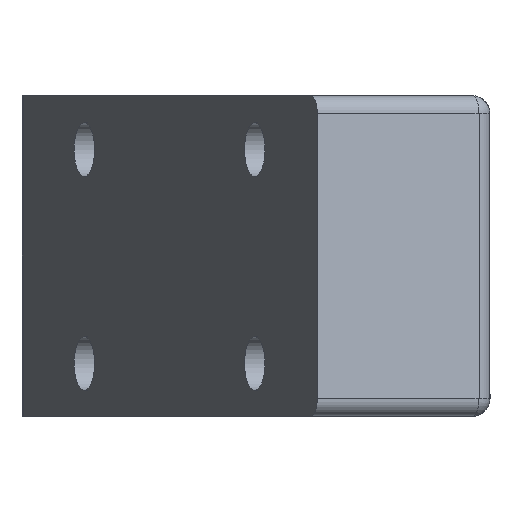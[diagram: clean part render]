
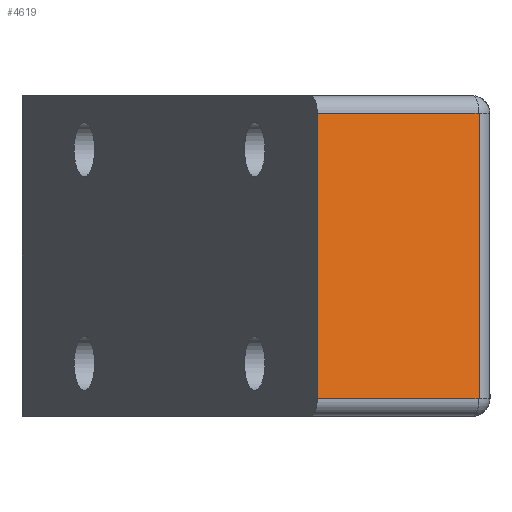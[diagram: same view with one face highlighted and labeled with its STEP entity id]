
A CAD part, left-side view. The second image highlights one B-rep face of the part: STEP entity #4619.
In plain terms, the highlighted planar face has unit normal (-0.924, -0.383, 0).
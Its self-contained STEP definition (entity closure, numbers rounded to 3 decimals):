
#945 = CYLINDRICAL_SURFACE('',#946,1.);
#946 = AXIS2_PLACEMENT_3D('',#947,#948,#949);
#947 = CARTESIAN_POINT('',(70.273,-86.744,17.));
#948 = DIRECTION('',(-0.383,0.924,0.));
#949 = DIRECTION('',(0.,0.,1.));
#973 = PLANE('',#974);
#974 = AXIS2_PLACEMENT_3D('',#975,#976,#977);
#975 = CARTESIAN_POINT('',(65.589,-78.051,0.));
#976 = DIRECTION('',(-0.383,0.924,0.));
#977 = DIRECTION('',(0.924,0.383,0.));
#1610 = CYLINDRICAL_SURFACE('',#1611,1.);
#1611 = AXIS2_PLACEMENT_3D('',#1612,#1613,#1614);
#1612 = CARTESIAN_POINT('',(70.273,-86.744,1.));
#1613 = DIRECTION('',(-0.383,0.924,0.));
#1614 = DIRECTION('',(0.,0.,-1.));
#2219 = VERTEX_POINT('',#2220);
#2220 = CARTESIAN_POINT('',(65.589,-78.051,1.));
#2242 = EDGE_CURVE('',#2219,#2243,#2245,.T.);
#2243 = VERTEX_POINT('',#2244);
#2244 = CARTESIAN_POINT('',(65.589,-78.051,17.));
#2245 = SURFACE_CURVE('',#2246,(#2250,#2257),.PCURVE_S1.);
#2246 = LINE('',#2247,#2248);
#2247 = CARTESIAN_POINT('',(65.589,-78.051,0.));
#2248 = VECTOR('',#2249,1.);
#2249 = DIRECTION('',(0.,0.,1.));
#2250 = PCURVE('',#973,#2251);
#2251 = DEFINITIONAL_REPRESENTATION('',(#2252),#2256);
#2252 = LINE('',#2253,#2254);
#2253 = CARTESIAN_POINT('',(0.,0.));
#2254 = VECTOR('',#2255,1.);
#2255 = DIRECTION('',(0.,-1.));
#2256 = ( GEOMETRIC_REPRESENTATION_CONTEXT(2) 
PARAMETRIC_REPRESENTATION_CONTEXT() REPRESENTATION_CONTEXT('2D SPACE',''
  ) );
#2257 = PCURVE('',#2258,#2263);
#2258 = PLANE('',#2259);
#2259 = AXIS2_PLACEMENT_3D('',#2260,#2261,#2262);
#2260 = CARTESIAN_POINT('',(69.731,-88.051,0.));
#2261 = DIRECTION('',(-0.924,-0.383,0.));
#2262 = DIRECTION('',(-0.383,0.924,0.));
#2263 = DEFINITIONAL_REPRESENTATION('',(#2264),#2268);
#2264 = LINE('',#2265,#2266);
#2265 = CARTESIAN_POINT('',(10.824,0.));
#2266 = VECTOR('',#2267,1.);
#2267 = DIRECTION('',(0.,-1.));
#2268 = ( GEOMETRIC_REPRESENTATION_CONTEXT(2) 
PARAMETRIC_REPRESENTATION_CONTEXT() REPRESENTATION_CONTEXT('2D SPACE',''
  ) );
#2426 = VERTEX_POINT('',#2427);
#2427 = CARTESIAN_POINT('',(69.349,-87.127,17.));
#2454 = EDGE_CURVE('',#2426,#2243,#2455,.T.);
#2455 = SURFACE_CURVE('',#2456,(#2460,#2467),.PCURVE_S1.);
#2456 = LINE('',#2457,#2458);
#2457 = CARTESIAN_POINT('',(69.349,-87.127,17.));
#2458 = VECTOR('',#2459,1.);
#2459 = DIRECTION('',(-0.383,0.924,0.));
#2460 = PCURVE('',#945,#2461);
#2461 = DEFINITIONAL_REPRESENTATION('',(#2462),#2466);
#2462 = LINE('',#2463,#2464);
#2463 = CARTESIAN_POINT('',(-1.571,0.));
#2464 = VECTOR('',#2465,1.);
#2465 = DIRECTION('',(-0.,1.));
#2466 = ( GEOMETRIC_REPRESENTATION_CONTEXT(2) 
PARAMETRIC_REPRESENTATION_CONTEXT() REPRESENTATION_CONTEXT('2D SPACE',''
  ) );
#2467 = PCURVE('',#2258,#2468);
#2468 = DEFINITIONAL_REPRESENTATION('',(#2469),#2473);
#2469 = LINE('',#2470,#2471);
#2470 = CARTESIAN_POINT('',(1.,-17.));
#2471 = VECTOR('',#2472,1.);
#2472 = DIRECTION('',(1.,0.));
#2473 = ( GEOMETRIC_REPRESENTATION_CONTEXT(2) 
PARAMETRIC_REPRESENTATION_CONTEXT() REPRESENTATION_CONTEXT('2D SPACE',''
  ) );
#3295 = VERTEX_POINT('',#3296);
#3296 = CARTESIAN_POINT('',(69.349,-87.127,1.));
#3323 = EDGE_CURVE('',#3295,#2219,#3324,.T.);
#3324 = SURFACE_CURVE('',#3325,(#3329,#3336),.PCURVE_S1.);
#3325 = LINE('',#3326,#3327);
#3326 = CARTESIAN_POINT('',(69.349,-87.127,1.));
#3327 = VECTOR('',#3328,1.);
#3328 = DIRECTION('',(-0.383,0.924,0.));
#3329 = PCURVE('',#1610,#3330);
#3330 = DEFINITIONAL_REPRESENTATION('',(#3331),#3335);
#3331 = LINE('',#3332,#3333);
#3332 = CARTESIAN_POINT('',(1.571,0.));
#3333 = VECTOR('',#3334,1.);
#3334 = DIRECTION('',(0.,1.));
#3335 = ( GEOMETRIC_REPRESENTATION_CONTEXT(2) 
PARAMETRIC_REPRESENTATION_CONTEXT() REPRESENTATION_CONTEXT('2D SPACE',''
  ) );
#3336 = PCURVE('',#2258,#3337);
#3337 = DEFINITIONAL_REPRESENTATION('',(#3338),#3342);
#3338 = LINE('',#3339,#3340);
#3339 = CARTESIAN_POINT('',(1.,-1.));
#3340 = VECTOR('',#3341,1.);
#3341 = DIRECTION('',(1.,0.));
#3342 = ( GEOMETRIC_REPRESENTATION_CONTEXT(2) 
PARAMETRIC_REPRESENTATION_CONTEXT() REPRESENTATION_CONTEXT('2D SPACE',''
  ) );
#4619 = ADVANCED_FACE('',(#4620),#2258,.T.);
#4620 = FACE_BOUND('',#4621,.T.);
#4621 = EDGE_LOOP('',(#4622,#4648,#4649,#4650));
#4622 = ORIENTED_EDGE('',*,*,#4623,.T.);
#4623 = EDGE_CURVE('',#3295,#2426,#4624,.T.);
#4624 = SURFACE_CURVE('',#4625,(#4629,#4636),.PCURVE_S1.);
#4625 = LINE('',#4626,#4627);
#4626 = CARTESIAN_POINT('',(69.349,-87.127,0.));
#4627 = VECTOR('',#4628,1.);
#4628 = DIRECTION('',(0.,0.,1.));
#4629 = PCURVE('',#2258,#4630);
#4630 = DEFINITIONAL_REPRESENTATION('',(#4631),#4635);
#4631 = LINE('',#4632,#4633);
#4632 = CARTESIAN_POINT('',(1.,0.));
#4633 = VECTOR('',#4634,1.);
#4634 = DIRECTION('',(0.,-1.));
#4635 = ( GEOMETRIC_REPRESENTATION_CONTEXT(2) 
PARAMETRIC_REPRESENTATION_CONTEXT() REPRESENTATION_CONTEXT('2D SPACE',''
  ) );
#4636 = PCURVE('',#4637,#4642);
#4637 = CYLINDRICAL_SURFACE('',#4638,1.);
#4638 = AXIS2_PLACEMENT_3D('',#4639,#4640,#4641);
#4639 = CARTESIAN_POINT('',(70.273,-86.744,0.));
#4640 = DIRECTION('',(0.,0.,1.));
#4641 = DIRECTION('',(0.383,-0.924,0.));
#4642 = DEFINITIONAL_REPRESENTATION('',(#4643),#4647);
#4643 = LINE('',#4644,#4645);
#4644 = CARTESIAN_POINT('',(-1.571,0.));
#4645 = VECTOR('',#4646,1.);
#4646 = DIRECTION('',(-0.,1.));
#4647 = ( GEOMETRIC_REPRESENTATION_CONTEXT(2) 
PARAMETRIC_REPRESENTATION_CONTEXT() REPRESENTATION_CONTEXT('2D SPACE',''
  ) );
#4648 = ORIENTED_EDGE('',*,*,#2454,.T.);
#4649 = ORIENTED_EDGE('',*,*,#2242,.F.);
#4650 = ORIENTED_EDGE('',*,*,#3323,.F.);
